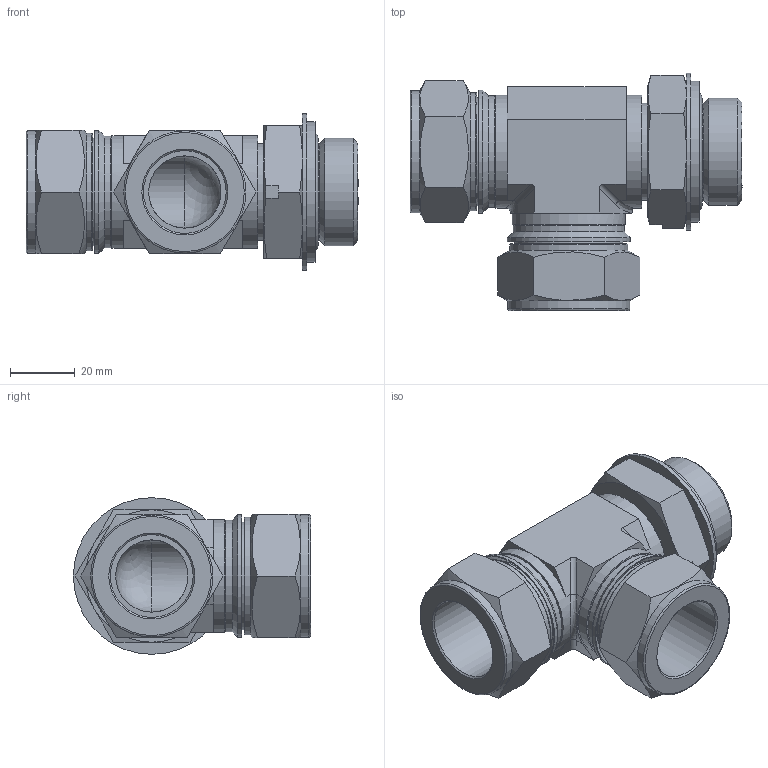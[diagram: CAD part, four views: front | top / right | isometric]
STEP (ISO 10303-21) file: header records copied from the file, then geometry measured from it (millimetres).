
FILE_DESCRIPTION(/* description */ (''),/* implementation_level */ '2;1');
FILE_NAME(/* name */ 'SPMRTI-16-16G.stp',/* time_stamp */ '2022-06-03T10:07:41+09:00',/* author */ ('user'),/* organization */ (''),/* preprocessor_version */ 'ST-DEVELOPER v18.1',/* originating_system */ 'Autodesk Inventor 2022',/* authorisation */ '');
FILE_SCHEMA (('AUTOMOTIVE_DESIGN { 1 0 10303 214 3 1 1 }'));
Length unit declared in the file: millimetre
Products named in the file (1): SPMRT-16-16G
Bounding box: 102.75 x 73.4 x 48.5 mm (x, y, z)
Volume: 91887.4 mm3; surface area: 34552.6 mm2
Topology: 1 solids, 1 shells, 141 faces, 311 edges, 187 vertices
Faces by surface type: plane 69, cylinder 33, cone 31, torus 5, bspline 2, sphere 1
Full cylindrical faces by diameter (mm): 21.5 x1, 22.35 x2, 25.6 x2, 29.9 x2, 31.45 x2, 31.85 x2, 33.228 x1, 33.34 x2, 34.5 x2, 34.9 x3, 36.5 x3, 37.8 x2, 38 x2, 43.5 x1, 48.5 x1
Entity records: 3887 total; most frequent: CARTESIAN_POINT 794, DIRECTION 670, ORIENTED_EDGE 620, EDGE_CURVE 310, AXIS2_PLACEMENT_3D 270, VERTEX_POINT 187, EDGE_LOOP 159, FACE_OUTER_BOUND 141
